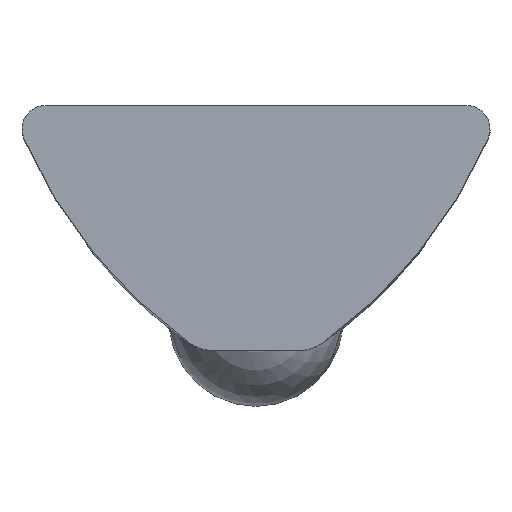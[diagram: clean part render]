
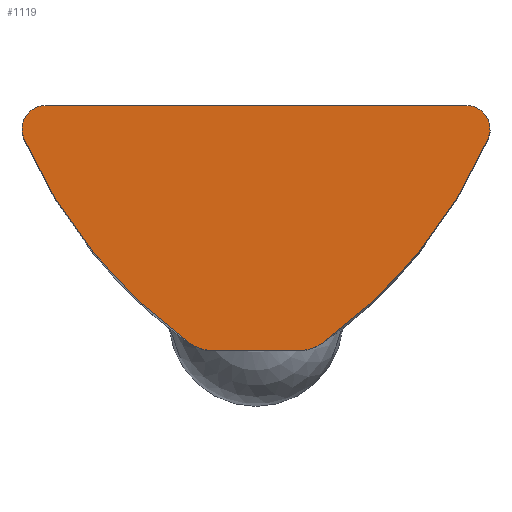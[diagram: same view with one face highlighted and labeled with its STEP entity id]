
A CAD part, top view. The second image highlights one B-rep face of the part: STEP entity #1119.
In plain terms, the highlighted planar face has unit normal (0, 0, 1).
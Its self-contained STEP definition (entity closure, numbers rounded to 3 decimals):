
#600=PLANE('',#1061);
#627=VECTOR('',#964,1.);
#628=VECTOR('',#969,1.);
#647=LINE('',#1513,#627);
#648=LINE('',#1517,#628);
#673=ORIENTED_EDGE('',*,*,#847,.F.);
#674=ORIENTED_EDGE('',*,*,#848,.F.);
#675=ORIENTED_EDGE('',*,*,#849,.F.);
#676=ORIENTED_EDGE('',*,*,#850,.F.);
#677=ORIENTED_EDGE('',*,*,#851,.F.);
#678=ORIENTED_EDGE('',*,*,#837,.F.);
#679=ORIENTED_EDGE('',*,*,#852,.F.);
#680=ORIENTED_EDGE('',*,*,#853,.F.);
#777=CIRCLE('',#1059,8.5);
#779=CIRCLE('',#1062,0.7);
#780=CIRCLE('',#1063,8.5);
#781=CIRCLE('',#1064,0.4);
#782=CIRCLE('',#1065,0.4);
#783=CIRCLE('',#1066,0.7);
#798=VERTEX_POINT('',#1144);
#799=VERTEX_POINT('',#1145);
#808=VERTEX_POINT('',#1505);
#809=VERTEX_POINT('',#1506);
#810=VERTEX_POINT('',#1508);
#811=VERTEX_POINT('',#1510);
#812=VERTEX_POINT('',#1512);
#813=VERTEX_POINT('',#1515);
#837=EDGE_CURVE('',#798,#799,#777,.T.);
#847=EDGE_CURVE('',#808,#809,#779,.T.);
#848=EDGE_CURVE('',#810,#808,#780,.T.);
#849=EDGE_CURVE('',#811,#810,#781,.T.);
#850=EDGE_CURVE('',#812,#811,#647,.T.);
#851=EDGE_CURVE('',#799,#812,#782,.T.);
#852=EDGE_CURVE('',#813,#798,#783,.T.);
#853=EDGE_CURVE('',#809,#813,#648,.T.);
#895=EDGE_LOOP('',(#673,#674,#675,#676,#677,#678,#679,#680));
#921=FACE_BOUND('',#895,.T.);
#948=DIRECTION('',(0.,0.,-1.));
#949=DIRECTION('',(-4.949,-6.911,0.));
#956=DIRECTION('',(0.,0.,1.));
#957=DIRECTION('',(0.,-1.,0.));
#958=DIRECTION('',(0.,0.,-1.));
#959=DIRECTION('',(0.408,-0.569,0.));
#960=DIRECTION('',(0.,0.,-1.));
#961=DIRECTION('',(7.79,-3.402,0.));
#962=DIRECTION('',(0.,0.,-1.));
#963=DIRECTION('',(0.,0.4,0.));
#964=DIRECTION('',(7.224,0.,0.));
#965=DIRECTION('',(0.,0.,-1.));
#966=DIRECTION('',(-0.367,-0.16,0.));
#967=DIRECTION('',(0.,0.,-1.));
#968=DIRECTION('',(0.,-0.7,0.));
#969=DIRECTION('',(-1.461,0.,0.));
#1059=AXIS2_PLACEMENT_3D('',#1146,#948,#949);
#1061=AXIS2_PLACEMENT_3D('',#1504,#956,#957);
#1062=AXIS2_PLACEMENT_3D('',#1507,#958,#959);
#1063=AXIS2_PLACEMENT_3D('',#1509,#960,#961);
#1064=AXIS2_PLACEMENT_3D('',#1511,#962,#963);
#1065=AXIS2_PLACEMENT_3D('',#1514,#965,#966);
#1066=AXIS2_PLACEMENT_3D('',#1516,#967,#968);
#1119=ADVANCED_FACE('',(#921),#600,.T.);
#1144=CARTESIAN_POINT('',(-1.138,-4.069,12.));
#1145=CARTESIAN_POINT('',(-3.979,-0.56,12.));
#1146=CARTESIAN_POINT('',(3.811,2.842,12.));
#1504=CARTESIAN_POINT('',(1.138,-4.069,12.));
#1505=CARTESIAN_POINT('',(1.138,-4.069,12.));
#1506=CARTESIAN_POINT('',(0.731,-4.2,12.));
#1507=CARTESIAN_POINT('',(0.731,-3.5,12.));
#1508=CARTESIAN_POINT('',(3.979,-0.56,12.));
#1509=CARTESIAN_POINT('',(-3.811,2.842,12.));
#1510=CARTESIAN_POINT('',(3.612,0.,12.));
#1511=CARTESIAN_POINT('',(3.612,-0.4,12.));
#1512=CARTESIAN_POINT('',(-3.612,0.,12.));
#1513=CARTESIAN_POINT('',(-3.612,0.,12.));
#1514=CARTESIAN_POINT('',(-3.612,-0.4,12.));
#1515=CARTESIAN_POINT('',(-0.731,-4.2,12.));
#1516=CARTESIAN_POINT('',(-0.731,-3.5,12.));
#1517=CARTESIAN_POINT('',(0.731,-4.2,12.));
